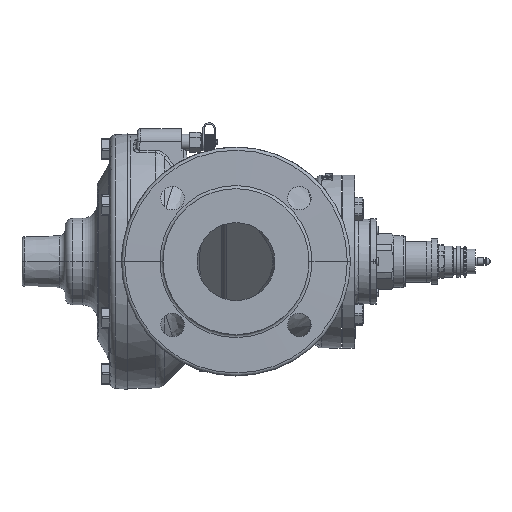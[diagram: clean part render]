
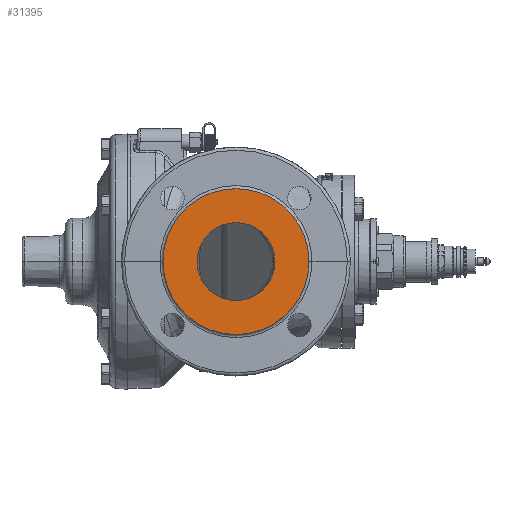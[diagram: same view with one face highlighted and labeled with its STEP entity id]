
A CAD part, left-side view. The second image highlights one B-rep face of the part: STEP entity #31395.
In plain terms, the highlighted planar face has unit normal (-1, 0, 0).
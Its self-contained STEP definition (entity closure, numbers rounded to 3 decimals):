
#8673=CARTESIAN_POINT('',(-145.,0.,0.));
#8674=DIRECTION('',(-1.,0.,0.));
#8675=DIRECTION('',(0.,-1.,0.));
#8676=AXIS2_PLACEMENT_3D('',#8673,#8674,#8675);
#8686=CARTESIAN_POINT('',(-145.,0.,0.));
#8687=DIRECTION('',(-1.,0.,0.));
#8688=DIRECTION('',(0.,-1.,0.));
#8689=AXIS2_PLACEMENT_3D('',#8686,#8687,#8688);
#8704=CARTESIAN_POINT('',(-145.,0.,0.));
#8705=DIRECTION('',(-1.,0.,0.));
#8706=DIRECTION('',(0.,1.,0.));
#8707=AXIS2_PLACEMENT_3D('',#8704,#8705,#8706);
#10531=CARTESIAN_POINT('',(-145.,0.,0.));
#10532=DIRECTION('',(-1.,0.,0.));
#10533=DIRECTION('',(0.,1.,0.));
#10534=AXIS2_PLACEMENT_3D('',#10531,#10532,#10533);
#18428=CARTESIAN_POINT('',(-145.,-31.5,0.));
#18429=CARTESIAN_POINT('',(-145.,31.5,0.));
#18430=VERTEX_POINT('',#18428);
#18431=VERTEX_POINT('',#18429);
#19626=CARTESIAN_POINT('',(-145.,59.,0.));
#19627=CARTESIAN_POINT('',(-145.,-59.,0.));
#19628=VERTEX_POINT('',#19626);
#19629=VERTEX_POINT('',#19627);
#31379=CARTESIAN_POINT('',(-145.,0.,0.));
#31380=DIRECTION('',(1.,0.,0.));
#31381=DIRECTION('',(0.,-1.,0.));
#31382=AXIS2_PLACEMENT_3D('',#31379,#31380,#31381);
#31383=PLANE('',#31382);
#31385=ORIENTED_EDGE('',*,*,#31384,.F.);
#31386=ORIENTED_EDGE('',*,*,#31369,.F.);
#31387=EDGE_LOOP('',(#31385,#31386));
#31388=FACE_OUTER_BOUND('',#31387,.F.);
#31390=ORIENTED_EDGE('',*,*,#31389,.T.);
#31392=ORIENTED_EDGE('',*,*,#31391,.T.);
#31393=EDGE_LOOP('',(#31390,#31392));
#31394=FACE_BOUND('',#31393,.F.);
#31395=ADVANCED_FACE('',(#31388,#31394),#31383,.F.);
#8677=CIRCLE('',#8676,59.);
#8690=CIRCLE('',#8689,31.5);
#8708=CIRCLE('',#8707,31.5);
#10535=CIRCLE('',#10534,59.);
#31369=EDGE_CURVE('',#19629,#19628,#8677,.T.);
#31384=EDGE_CURVE('',#19628,#19629,#10535,.T.);
#31389=EDGE_CURVE('',#18430,#18431,#8690,.T.);
#31391=EDGE_CURVE('',#18431,#18430,#8708,.T.);
